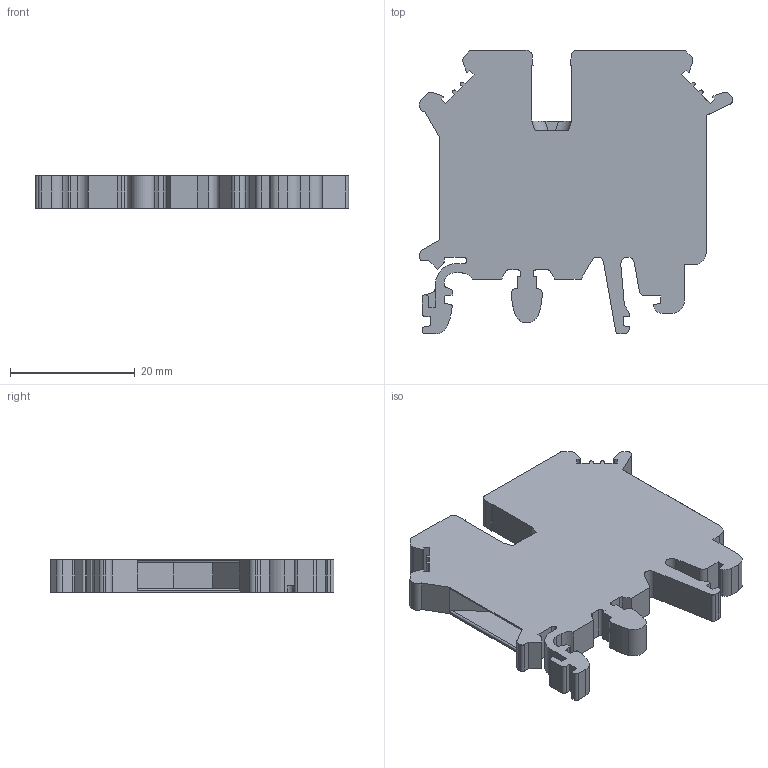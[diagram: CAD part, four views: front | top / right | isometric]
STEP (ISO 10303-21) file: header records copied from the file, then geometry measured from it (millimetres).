
FILE_DESCRIPTION(/* description */ (''),/* implementation_level */ '2;1');
FILE_NAME(/* name */ 'NEK2.5TO.stp',/* time_stamp */ '2023-08-22T17:19:23+08:00',/* author */ (''),/* organization */ (''),/* preprocessor_version */ 'ST-DEVELOPER v16.7',/* originating_system */ 'SIEMENS PLM Software NX 12.0',/* authorisation */ '');
FILE_SCHEMA (('AP203_CONFIGURATION_CONTROLLED_3D_DESIGN_OF_MECHANICAL_PARTS_AND_ASSEMBLIES_MIM_LF { 1 0 10303 403 2 1 2}'));
Length unit declared in the file: millimetre
Products named in the file (1): NEK2.5TO
Bounding box: 50.3 x 45.6 x 5.2 mm (x, y, z)
Volume: 7376.3 mm3; surface area: 5135.6 mm2
Topology: 1 solids, 1 shells, 210 faces, 607 edges, 403 vertices
Faces by surface type: plane 136, cylinder 70, bspline 4
Entity records: 7038 total; most frequent: CARTESIAN_POINT 1313, ORIENTED_EDGE 1214, DIRECTION 1150, EDGE_CURVE 607, LINE 454, VECTOR 454, VERTEX_POINT 403, AXIS2_PLACEMENT_3D 348
